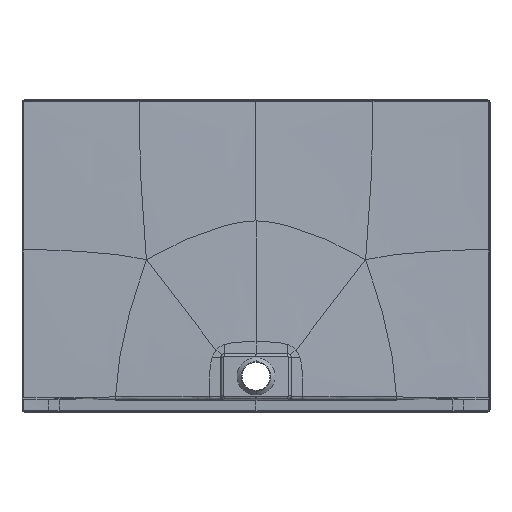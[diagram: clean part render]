
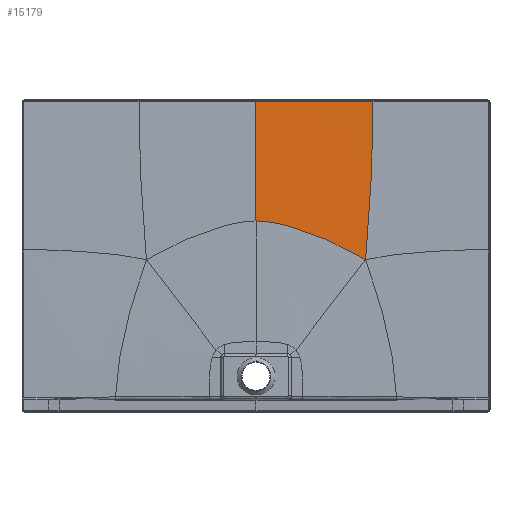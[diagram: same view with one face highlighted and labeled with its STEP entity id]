
A CAD part, front view. The second image highlights one B-rep face of the part: STEP entity #15179.
In plain terms, the highlighted free-form (B-spline) face has degree [3, 3] with [8, 10] control points.
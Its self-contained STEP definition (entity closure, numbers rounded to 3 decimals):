
#1384=CARTESIAN_POINT('',(351.364,-10.079,488.367));
#1386=CARTESIAN_POINT('',(0.,-11.849,
612.568));
#1387=CARTESIAN_POINT('',(24.516,-11.849,612.568));
#1388=CARTESIAN_POINT('',(76.459,-11.722,605.2));
#1389=CARTESIAN_POINT('',(161.504,-11.31,578.646));
#1390=CARTESIAN_POINT('',(237.568,-10.904,548.658));
#1391=CARTESIAN_POINT('',(301.661,-10.492,517.796));
#1392=CARTESIAN_POINT('',(334.692,-10.229,498.883));
#1393=CARTESIAN_POINT('',(351.364,-10.079,488.367));
#3868=CARTESIAN_POINT('',(374.997,-3.052,994.979));
#3891=CARTESIAN_POINT('',(-0.008,-3.116,
994.954));
#3892=CARTESIAN_POINT('',(24.272,-3.116,994.954));
#3893=CARTESIAN_POINT('',(71.075,-3.113,994.955));
#3894=CARTESIAN_POINT('',(135.214,-3.104,994.959));
#3895=CARTESIAN_POINT('',(195.508,-3.093,994.963));
#3896=CARTESIAN_POINT('',(255.906,-3.08,994.968));
#3897=CARTESIAN_POINT('',(316.488,-3.065,994.974));
#3898=CARTESIAN_POINT('',(355.626,-3.056,994.977));
#3899=CARTESIAN_POINT('',(374.997,-3.052,994.979));
#3901=CARTESIAN_POINT('',(374.997,-3.052,994.979));
#3902=CARTESIAN_POINT('',(374.954,-3.41,960.57));
#3903=CARTESIAN_POINT('',(373.876,-4.274,888.904));
#3904=CARTESIAN_POINT('',(371.288,-5.628,791.187));
#3905=CARTESIAN_POINT('',(368.237,-6.864,703.41));
#3906=CARTESIAN_POINT('',(364.917,-7.859,633.555));
#3907=CARTESIAN_POINT('',(360.606,-8.748,572.982));
#3908=CARTESIAN_POINT('',(355.814,-9.496,524.382));
#3909=CARTESIAN_POINT('',(352.931,-9.883,500.296));
#3910=CARTESIAN_POINT('',(351.364,-10.079,488.367));
#3912=DIRECTION('',(0.,-0.023,-1.));
#3913=VECTOR('',#3912,382.486);
#3914=CARTESIAN_POINT('',(-0.008,-3.116,
994.954));
#3915=LINE('',#3914,#3913);
#4448=VERTEX_POINT('',#1384);
#4561=VERTEX_POINT('',#3868);
#4583=CARTESIAN_POINT('',(0.,-11.849,
612.568));
#4585=VERTEX_POINT('',#4583);
#4586=CARTESIAN_POINT('',(-0.008,-3.116,
994.954));
#4587=VERTEX_POINT('',#4586);
#15090=CARTESIAN_POINT('',(-3.835,-3.013,
999.462));
#15091=CARTESIAN_POINT('',(-3.835,-3.746,
967.373));
#15092=CARTESIAN_POINT('',(-3.767,-5.216,
902.99));
#15093=CARTESIAN_POINT('',(-3.552,-7.055,
822.461));
#15094=CARTESIAN_POINT('',(-3.352,-8.53,
757.874));
#15095=CARTESIAN_POINT('',(-3.207,-9.636,
709.433));
#15096=CARTESIAN_POINT('',(-3.103,-10.558,
669.065));
#15097=CARTESIAN_POINT('',(-3.036,-11.322,
635.639));
#15098=CARTESIAN_POINT('',(-3.009,-11.716,
618.36));
#15099=CARTESIAN_POINT('',(-2.997,-11.926,
609.155));
#15100=CARTESIAN_POINT('',(28.693,-3.013,
999.463));
#15101=CARTESIAN_POINT('',(28.691,-3.747,
967.377));
#15102=CARTESIAN_POINT('',(28.181,-5.219,
903.008));
#15103=CARTESIAN_POINT('',(26.566,-7.061,
822.521));
#15104=CARTESIAN_POINT('',(25.058,-8.536,
757.993));
#15105=CARTESIAN_POINT('',(23.956,-9.643,
709.61));
#15106=CARTESIAN_POINT('',(23.172,-10.565,
669.299));
#15107=CARTESIAN_POINT('',(22.661,-11.328,
635.921));
#15108=CARTESIAN_POINT('',(22.452,-11.722,
618.668));
#15109=CARTESIAN_POINT('',(22.358,-11.932,
609.476));
#15110=CARTESIAN_POINT('',(92.472,-3.013,
999.458));
#15111=CARTESIAN_POINT('',(92.464,-3.721,
967.27));
#15112=CARTESIAN_POINT('',(90.893,-5.143,
902.6));
#15113=CARTESIAN_POINT('',(86.136,-6.935,
821.134));
#15114=CARTESIAN_POINT('',(81.939,-8.388,
755.233));
#15115=CARTESIAN_POINT('',(79.019,-9.489,
705.518));
#15116=CARTESIAN_POINT('',(77.077,-10.417,
663.898));
#15117=CARTESIAN_POINT('',(75.885,-11.19,
629.389));
#15118=CARTESIAN_POINT('',(75.426,-11.592,
611.555));
#15119=CARTESIAN_POINT('',(75.223,-11.806,
602.06));
#15120=CARTESIAN_POINT('',(187.5,-3.011,
999.443));
#15121=CARTESIAN_POINT('',(187.488,-3.621,
966.957));
#15122=CARTESIAN_POINT('',(184.871,-4.865,
901.359));
#15123=CARTESIAN_POINT('',(177.341,-6.495,
816.479));
#15124=CARTESIAN_POINT('',(171.042,-7.882,
745.554));
#15125=CARTESIAN_POINT('',(166.829,-8.97,
690.885));
#15126=CARTESIAN_POINT('',(164.122,-9.922,
644.311));
#15127=CARTESIAN_POINT('',(162.423,-10.735,
605.47));
#15128=CARTESIAN_POINT('',(161.716,-11.164,
585.38));
#15129=CARTESIAN_POINT('',(161.377,-11.395,
574.709));
#15130=CARTESIAN_POINT('',(265.625,-3.009,
999.421));
#15131=CARTESIAN_POINT('',(265.613,-3.516,
966.349));
#15132=CARTESIAN_POINT('',(263.026,-4.592,
899.256));
#15133=CARTESIAN_POINT('',(255.802,-6.096,
810.202));
#15134=CARTESIAN_POINT('',(249.682,-7.43,
733.605));
#15135=CARTESIAN_POINT('',(245.358,-8.506,
673.514));
#15136=CARTESIAN_POINT('',(242.103,-9.47,
621.701));
#15137=CARTESIAN_POINT('',(239.465,-10.307,
578.43));
#15138=CARTESIAN_POINT('',(238.066,-10.753,
556.117));
#15139=CARTESIAN_POINT('',(237.279,-10.993,
544.295));
#15140=CARTESIAN_POINT('',(329.121,-3.008,
999.389));
#15141=CARTESIAN_POINT('',(329.114,-3.432,
965.093));
#15142=CARTESIAN_POINT('',(327.23,-4.389,
895.304));
#15143=CARTESIAN_POINT('',(322.182,-5.816,
801.137));
#15144=CARTESIAN_POINT('',(317.521,-7.103,
718.664));
#15145=CARTESIAN_POINT('',(313.657,-8.146,
653.323));
#15146=CARTESIAN_POINT('',(309.818,-9.084,
596.715));
#15147=CARTESIAN_POINT('',(305.914,-9.901,
549.576));
#15148=CARTESIAN_POINT('',(303.547,-10.337,
525.353));
#15149=CARTESIAN_POINT('',(302.184,-10.572,
512.591));
#15150=CARTESIAN_POINT('',(361.367,-3.007,
999.366));
#15151=CARTESIAN_POINT('',(361.364,-3.391,
964.07));
#15152=CARTESIAN_POINT('',(360.029,-4.292,
892.154));
#15153=CARTESIAN_POINT('',(356.634,-5.684,
794.525));
#15154=CARTESIAN_POINT('',(353.079,-6.938,
708.442));
#15155=CARTESIAN_POINT('',(349.591,-7.95,
640.006));
#15156=CARTESIAN_POINT('',(345.431,-8.856,
580.672));
#15157=CARTESIAN_POINT('',(340.772,-9.646,
531.34));
#15158=CARTESIAN_POINT('',(337.892,-10.068,
506.09));
#15159=CARTESIAN_POINT('',(336.173,-10.296,
492.748));
#15160=CARTESIAN_POINT('',(377.989,-3.007,
999.352));
#15161=CARTESIAN_POINT('',(377.987,-3.37,
963.419));
#15162=CARTESIAN_POINT('',(376.963,-4.243,
890.16));
#15163=CARTESIAN_POINT('',(374.499,-5.615,
790.464));
#15164=CARTESIAN_POINT('',(371.558,-6.848,
702.318));
#15165=CARTESIAN_POINT('',(368.274,-7.839,
632.154));
#15166=CARTESIAN_POINT('',(363.931,-8.724,
571.311));
#15167=CARTESIAN_POINT('',(358.905,-9.496,
520.796));
#15168=CARTESIAN_POINT('',(355.731,-9.909,
494.927));
#15169=CARTESIAN_POINT('',(353.879,-10.133,
481.315));
#15170=B_SPLINE_SURFACE_WITH_KNOTS('',3,3,((#15090,#15091,#15092,#15093,#15094,
#15095,#15096,#15097,#15098,#15099),(#15100,#15101,#15102,#15103,#15104,#15105,
#15106,#15107,#15108,#15109),(#15110,#15111,#15112,#15113,#15114,#15115,#15116,
#15117,#15118,#15119),(#15120,#15121,#15122,#15123,#15124,#15125,#15126,#15127,
#15128,#15129),(#15130,#15131,#15132,#15133,#15134,#15135,#15136,#15137,#15138,
#15139),(#15140,#15141,#15142,#15143,#15144,#15145,#15146,#15147,#15148,#15149),
(#15150,#15151,#15152,#15153,#15154,#15155,#15156,#15157,#15158,#15159),(#15160,
#15161,#15162,#15163,#15164,#15165,#15166,#15167,#15168,#15169)),.UNSPECIFIED.,
.F.,.F.,.F.,(4,1,1,1,1,4),(4,1,1,1,1,1,1,4),(-0.005,0.125,0.25,
0.375,0.438,0.504),(0.001,0.125,0.25,0.313,
0.375,0.438,0.469,0.504),.UNSPECIFIED.);
#15172=ORIENTED_EDGE('',*,*,#15171,.F.);
#15174=ORIENTED_EDGE('',*,*,#15173,.T.);
#15175=ORIENTED_EDGE('',*,*,#15082,.T.);
#15176=ORIENTED_EDGE('',*,*,#8047,.F.);
#15177=EDGE_LOOP('',(#15172,#15174,#15175,#15176));
#15178=FACE_OUTER_BOUND('',#15177,.F.);
#15179=ADVANCED_FACE('',(#15178),#15170,.F.);
#1394=B_SPLINE_CURVE_WITH_KNOTS('',3,(#1386,#1387,#1388,#1389,#1390,#1391,#1392,
#1393),.UNSPECIFIED.,.F.,.F.,(4,1,1,1,1,4),(0.,0.25,0.5,0.75,0.875,
1.),.UNSPECIFIED.);
#3900=B_SPLINE_CURVE_WITH_KNOTS('',3,(#3891,#3892,#3893,#3894,#3895,#3896,#3897,
#3898,#3899),.UNSPECIFIED.,.F.,.F.,(4,1,1,1,1,1,4),(0.,0.167,
0.333,0.5,0.667,0.833,1.),
.UNSPECIFIED.);
#3911=B_SPLINE_CURVE_WITH_KNOTS('',3,(#3901,#3902,#3903,#3904,#3905,#3906,#3907,
#3908,#3909,#3910),.UNSPECIFIED.,.F.,.F.,(4,1,1,1,1,1,1,4),(0.,
0.241,0.494,0.621,0.747,
0.874,0.937,1.),.UNSPECIFIED.);
#8047=EDGE_CURVE('',#4585,#4448,#1394,.T.);
#15082=EDGE_CURVE('',#4561,#4448,#3911,.T.);
#15171=EDGE_CURVE('',#4587,#4585,#3915,.T.);
#15173=EDGE_CURVE('',#4587,#4561,#3900,.T.);
